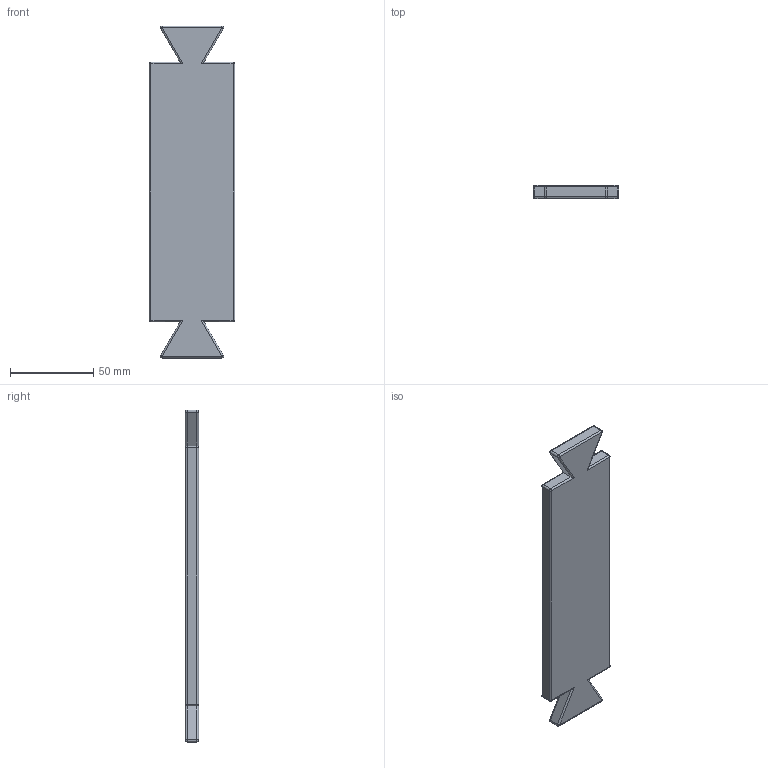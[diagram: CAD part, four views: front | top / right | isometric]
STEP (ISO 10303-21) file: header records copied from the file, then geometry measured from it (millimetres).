
FILE_DESCRIPTION(/* description */ ('STEP AP242','CAx-IF Rec.Pracs.---Representation and Presentation of Product Manufacturing Information (PMI)---4.0---2014-10-13','CAx-IF Rec.Pracs.---3D Tessellated Geometry---0.4---2014-09-14','2;1'),/* implementation_level */ '2;1');
FILE_NAME(/* name */ '6567caea8a0eb91c420788a2',/* time_stamp */ '2023-11-29T23:36:11Z',/* author */ (''),/* organization */ (''),/* preprocessor_version */ 'ST-DEVELOPER v19.4',/* originating_system */ ' ',/* authorisation */ ' ');
FILE_SCHEMA (('AP242_MANAGED_MODEL_BASED_3D_ENGINEERING_MIM_LF { 1 0 10303 442 1 1 4 }'));
Length unit declared in the file: metre
Products named in the file (1): Connector 2
Bounding box: 51.31 x 8 x 199.3 mm (x, y, z)
Volume: 73115 mm3; surface area: 22319.3 mm2
Topology: 1 solids, 1 shells, 62 faces, 140 edges, 64 vertices
Faces by surface type: cylinder 32, sphere 16, plane 14
Entity records: 1578 total; most frequent: DIRECTION 306, CARTESIAN_POINT 251, ORIENTED_EDGE 248, EDGE_CURVE 124, AXIS2_PLACEMENT_3D 119, LINE 68, VECTOR 68, VERTEX_POINT 64
